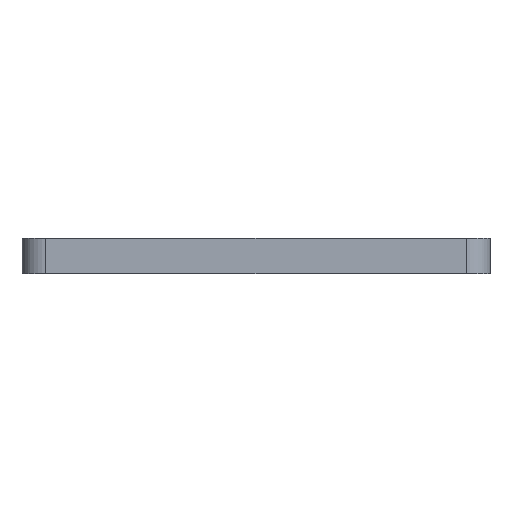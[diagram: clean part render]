
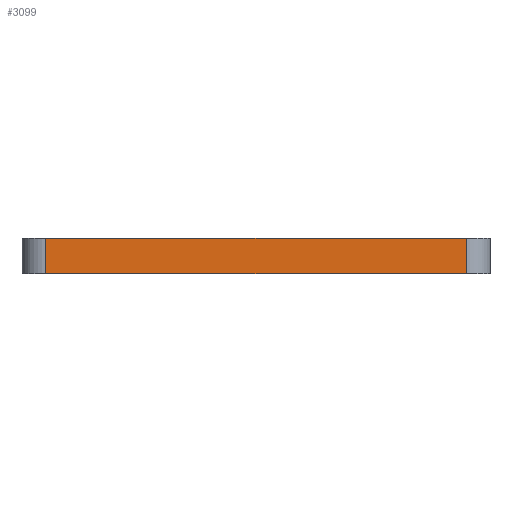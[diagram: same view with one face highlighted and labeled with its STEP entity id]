
A CAD part, front view. The second image highlights one B-rep face of the part: STEP entity #3099.
In plain terms, the highlighted planar face has unit normal (0, -1, 0).
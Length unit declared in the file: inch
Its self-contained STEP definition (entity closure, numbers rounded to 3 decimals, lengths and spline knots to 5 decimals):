
#457=FACE_OUTER_BOUND('',#654,.T.);
#654=EDGE_LOOP('',(#2807,#2808,#2809,#2810));
#734=LINE('',#4661,#1010);
#923=LINE('',#5286,#1199);
#932=LINE('',#5333,#1208);
#933=LINE('',#5335,#1209);
#1010=VECTOR('',#3704,0.3937);
#1199=VECTOR('',#4351,0.3937);
#1208=VECTOR('',#4410,0.3937);
#1209=VECTOR('',#4413,0.3937);
#1289=VERTEX_POINT('',#4659);
#1290=VERTEX_POINT('',#4660);
#1491=VERTEX_POINT('',#5272);
#1497=VERTEX_POINT('',#5284);
#1622=EDGE_CURVE('',#1289,#1290,#734,.T.);
#1926=EDGE_CURVE('',#1491,#1497,#923,.T.);
#1948=EDGE_CURVE('',#1491,#1289,#932,.T.);
#1949=EDGE_CURVE('',#1290,#1497,#933,.T.);
#2807=ORIENTED_EDGE('',*,*,#1948,.F.);
#2808=ORIENTED_EDGE('',*,*,#1926,.T.);
#2809=ORIENTED_EDGE('',*,*,#1949,.F.);
#2810=ORIENTED_EDGE('',*,*,#1622,.F.);
#2928=PLANE('',#3463);
#3099=ADVANCED_FACE('',(#457),#2928,.T.);
#3463=AXIS2_PLACEMENT_3D('',#5334,#4411,#4412);
#3704=DIRECTION('',(1.,0.,0.));
#4351=DIRECTION('',(1.,0.,0.));
#4410=DIRECTION('',(0.,0.,1.));
#4411=DIRECTION('center_axis',(0.,-1.,0.));
#4412=DIRECTION('ref_axis',(1.,0.,0.));
#4413=DIRECTION('',(0.,0.,-1.));
#4659=CARTESIAN_POINT('',(-0.53055,-0.59055,0.09));
#4660=CARTESIAN_POINT('',(0.53055,-0.59055,0.09));
#4661=CARTESIAN_POINT('',(-0.53055,-0.59055,0.09));
#5272=CARTESIAN_POINT('',(-0.53055,-0.59055,0.));
#5284=CARTESIAN_POINT('',(0.53055,-0.59055,0.));
#5286=CARTESIAN_POINT('',(-0.59055,-0.59055,0.));
#5333=CARTESIAN_POINT('',(-0.53055,-0.59055,0.));
#5334=CARTESIAN_POINT('Origin',(-0.59055,-0.59055,0.));
#5335=CARTESIAN_POINT('',(0.53055,-0.59055,0.));
